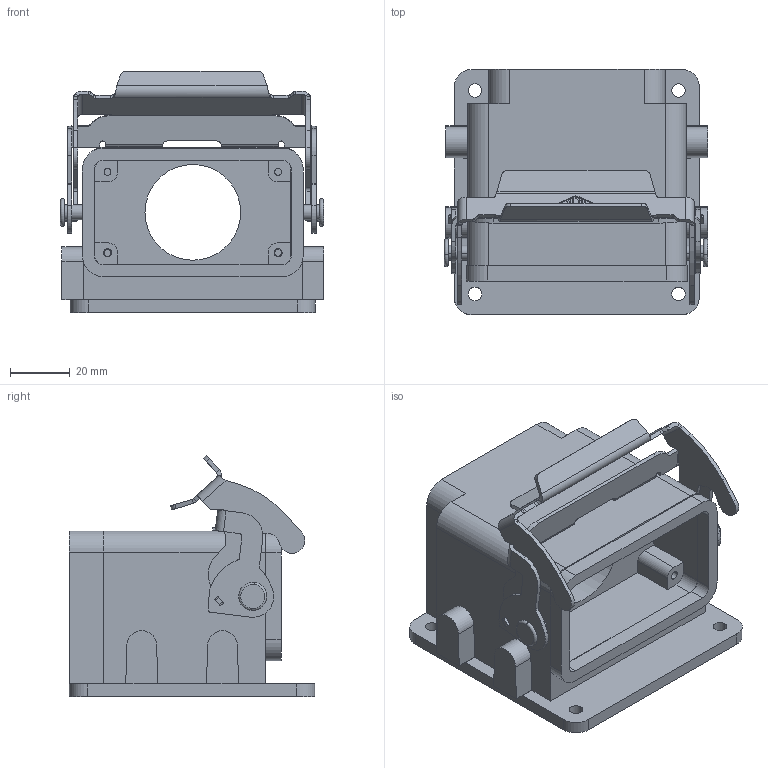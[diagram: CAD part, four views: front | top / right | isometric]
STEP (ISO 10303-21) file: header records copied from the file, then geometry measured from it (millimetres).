
FILE_DESCRIPTION(('Creo Elements/Direct Modeling STEP Export'),'2;1');
FILE_NAME('MVI 10 LAP32.stp','2011-10-27T 8:48:59',(''),(''),'Creo Elements/Direct Modeling STEP processor for AP214 (Solid Model)','Creo Elements/Direct Modeling 17.0C 05-Feb-2011 (C) Parametric Technology GmbH','');
FILE_SCHEMA(('AUTOMOTIVE_DESIGN { 1 0 10303 214 1 1 1 1 }'));
Length unit declared in the file: millimetre
Products named in the file (2): 54006
Assembly tree (1 placements, depth 2):
  54006
    54006
Bounding box: 88.04 x 82 x 80.61 mm (x, y, z)
Volume: 154965.7 mm3; surface area: 53753 mm2
Topology: 1 solids, 1 shells, 441 faces, 1210 edges, 787 vertices
Faces by surface type: plane 231, cylinder 169, bspline 18, cone 12, torus 6, extrusion 5
Entity records: 16807 total; most frequent: CARTESIAN_POINT 4977, ORIENTED_EDGE 2404, DIRECTION 2225, EDGE_CURVE 1202, VERTEX_POINT 787, VECTOR 781, LINE 776, AXIS2_PLACEMENT_3D 722
